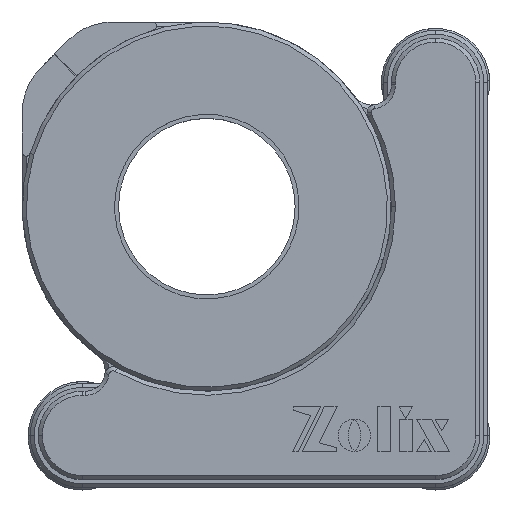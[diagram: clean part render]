
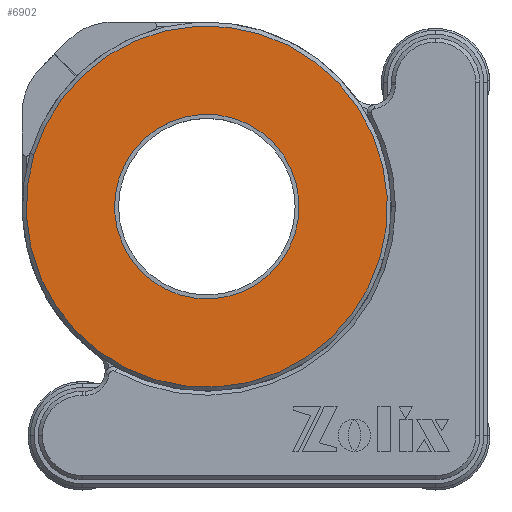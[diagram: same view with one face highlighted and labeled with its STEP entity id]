
A CAD part, top view. The second image highlights one B-rep face of the part: STEP entity #6902.
In plain terms, the highlighted planar face has unit normal (0, 0, 1).
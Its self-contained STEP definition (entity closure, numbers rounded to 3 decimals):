
#2286 = DIRECTION ( 'NONE',  ( 0., 0., 1. ) ) ;
#2568 = FACE_OUTER_BOUND ( 'NONE', #12985, .T. ) ;
#3146 = FACE_BOUND ( 'NONE', #6577, .T. ) ;
#4276 = AXIS2_PLACEMENT_3D ( 'NONE', #15455, #11966, #8582 ) ;
#5709 = EDGE_CURVE ( 'NONE', #13002, #19523, #8838, .T. ) ;
#6204 = AXIS2_PLACEMENT_3D ( 'NONE', #6433, #20897, #19220 ) ;
#6433 = CARTESIAN_POINT ( 'NONE',  ( -16.761, 31.756, -8.28 ) ) ;
#6577 = EDGE_LOOP ( 'NONE', ( #7955, #15199 ) ) ;
#6902 = ADVANCED_FACE ( 'NONE', ( #2568, #3146 ), #17265, .F. ) ;
#7217 = DIRECTION ( 'NONE',  ( -0.958, 0.288, 0. ) ) ;
#7537 = CARTESIAN_POINT ( 'NONE',  ( -23.389, 9.732, -8.28 ) ) ;
#7955 = ORIENTED_EDGE ( 'NONE', *, *, #5709, .T. ) ;
#8582 = DIRECTION ( 'NONE',  ( -0.958, 0.288, 0. ) ) ;
#8838 = CIRCLE ( 'NONE', #20884, 11.5 ) ;
#9762 = EDGE_CURVE ( 'NONE', #19523, #13002, #19432, .T. ) ;
#10861 = DIRECTION ( 'NONE',  ( -0.958, 0.288, 0. ) ) ;
#10944 = ORIENTED_EDGE ( 'NONE', *, *, #13475, .T. ) ;
#11966 = DIRECTION ( 'NONE',  ( 0., 0., -1. ) ) ;
#12281 = CARTESIAN_POINT ( 'NONE',  ( -34.401, 13.046, -8.28 ) ) ;
#12704 = VERTEX_POINT ( 'NONE', #18545 ) ;
#12761 = CIRCLE ( 'NONE', #16060, 22.5 ) ;
#12985 = EDGE_LOOP ( 'NONE', ( #18002, #10944 ) ) ;
#13002 = VERTEX_POINT ( 'NONE', #12281 ) ;
#13097 = CARTESIAN_POINT ( 'NONE',  ( -23.389, 9.732, -8.28 ) ) ;
#13421 = CARTESIAN_POINT ( 'NONE',  ( -12.377, 6.418, -8.28 ) ) ;
#13475 = EDGE_CURVE ( 'NONE', #16452, #12704, #21595, .T. ) ;
#15199 = ORIENTED_EDGE ( 'NONE', *, *, #9762, .T. ) ;
#15455 = CARTESIAN_POINT ( 'NONE',  ( -23.389, 9.732, -8.28 ) ) ;
#16060 = AXIS2_PLACEMENT_3D ( 'NONE', #13097, #2286, #16731 ) ;
#16150 = CARTESIAN_POINT ( 'NONE',  ( -23.389, 9.732, -8.28 ) ) ;
#16452 = VERTEX_POINT ( 'NONE', #17802 ) ;
#16731 = DIRECTION ( 'NONE',  ( -0.958, 0.288, 0. ) ) ;
#17265 = PLANE ( 'NONE',  #6204 ) ;
#17802 = CARTESIAN_POINT ( 'NONE',  ( -1.843, 3.248, -8.28 ) ) ;
#17807 = EDGE_CURVE ( 'NONE', #12704, #16452, #12761, .T. ) ;
#17951 = AXIS2_PLACEMENT_3D ( 'NONE', #16150, #18040, #7217 ) ;
#18002 = ORIENTED_EDGE ( 'NONE', *, *, #17807, .T. ) ;
#18040 = DIRECTION ( 'NONE',  ( 0., 0., 1. ) ) ;
#18545 = CARTESIAN_POINT ( 'NONE',  ( -44.934, 16.216, -8.28 ) ) ;
#19220 = DIRECTION ( 'NONE',  ( -0.958, 0.288, 0. ) ) ;
#19432 = CIRCLE ( 'NONE', #4276, 11.5 ) ;
#19523 = VERTEX_POINT ( 'NONE', #13421 ) ;
#20183 = DIRECTION ( 'NONE',  ( 0., 0., -1. ) ) ;
#20884 = AXIS2_PLACEMENT_3D ( 'NONE', #7537, #20183, #10861 ) ;
#20897 = DIRECTION ( 'NONE',  ( 0., 0., -1. ) ) ;
#21595 = CIRCLE ( 'NONE', #17951, 22.5 ) ;
